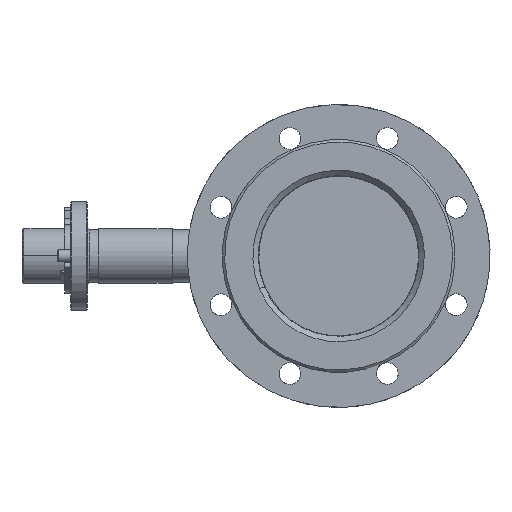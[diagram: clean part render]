
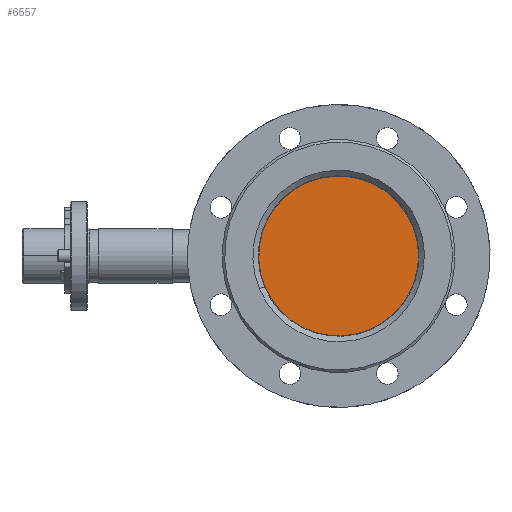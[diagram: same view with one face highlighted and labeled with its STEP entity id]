
A CAD part, left-side view. The second image highlights one B-rep face of the part: STEP entity #6557.
In plain terms, the highlighted planar face has unit normal (-1, 0, 0).
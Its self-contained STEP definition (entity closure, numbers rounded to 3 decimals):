
#1545 = CARTESIAN_POINT ( 'NONE',  ( -107., 0., 0. ) ) ;
#1622 = CARTESIAN_POINT ( 'NONE',  ( -107., 67.724, 0. ) ) ;
#1623 = DIRECTION ( 'NONE',  ( 0., 1., 0. ) ) ;
#1624 = DIRECTION ( 'NONE',  ( 1., 0., 0. ) ) ;
#1625 = AXIS2_PLACEMENT_3D ( 'NONE', #1545, #1624, #1623 ) ;
#1649 = CIRCLE ( 'NONE', #1625, 67.724 ) ;
#6450 = VERTEX_POINT ( 'NONE', #12119 ) ;
#6457 = ORIENTED_EDGE ( 'NONE', *, *, #6458, .F. ) ;
#6458 = EDGE_CURVE ( 'NONE', #6450, #6482, #12133, .T. ) ;
#6480 = ORIENTED_EDGE ( 'NONE', *, *, #6481, .F. ) ;
#6481 = EDGE_CURVE ( 'NONE', #6482, #6450, #1649, .T. ) ;
#6482 = VERTEX_POINT ( 'NONE', #1622 ) ;
#6551 = EDGE_LOOP ( 'NONE', ( #6480, #6457 ) ) ;
#6557 = ADVANCED_FACE ( 'NONE', ( #16555 ), #16754, .T. ) ;
#12119 = CARTESIAN_POINT ( 'NONE',  ( -107., -67.724, 0. ) ) ;
#12129 = DIRECTION ( 'NONE',  ( 0., 1., 0. ) ) ;
#12130 = DIRECTION ( 'NONE',  ( 1., 0., 0. ) ) ;
#12131 = CARTESIAN_POINT ( 'NONE',  ( -107., 0., 0. ) ) ;
#12132 = AXIS2_PLACEMENT_3D ( 'NONE', #12131, #12130, #12129 ) ;
#12133 = CIRCLE ( 'NONE', #12132, 67.724 ) ;
#16555 = FACE_OUTER_BOUND ( 'NONE', #6551, .T. ) ;
#16711 = DIRECTION ( 'NONE',  ( -1., 0., 0. ) ) ;
#16754 = PLANE ( 'NONE',  #16755 ) ;
#16755 = AXIS2_PLACEMENT_3D ( 'NONE', #16761, #16711, #16809 ) ;
#16761 = CARTESIAN_POINT ( 'NONE',  ( -107., 0., 0. ) ) ;
#16809 = DIRECTION ( 'NONE',  ( 0., -1., 0. ) ) ;
